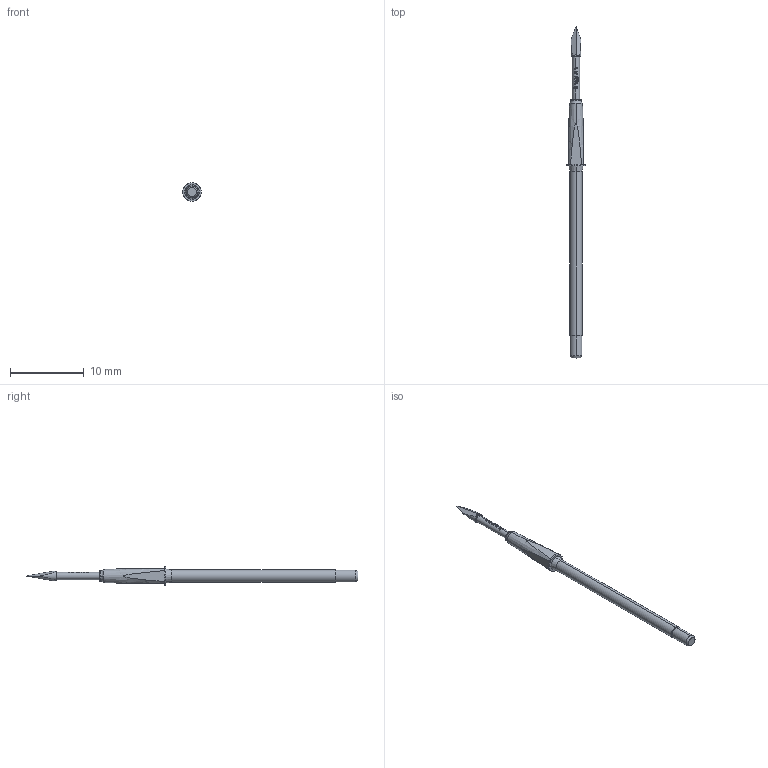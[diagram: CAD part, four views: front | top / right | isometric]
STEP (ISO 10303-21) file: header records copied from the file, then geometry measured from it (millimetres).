
FILE_DESCRIPTION (( 'STEP AP203' ), '1' );
FILE_NAME ('INGUN_GKS-112_291_130_A_xx10_MDL.STEP', '2022-01-21T09:06:11', ( 'ochi' ), ( '' ), 'SwSTEP 2.0', 'SolidWorks 2018', '' );
FILE_SCHEMA (( 'CONFIG_CONTROL_DESIGN' ));
Length unit declared in the file: millimetre
Products named in the file (1): INGUN_GKS-112_291_130_A_xx10_MDL
Bounding box: 2.5 x 45.1 x 2.5 mm (x, y, z)
Volume: 92 mm3; surface area: 229.2 mm2
Topology: 1 solids, 1 shells, 110 faces, 291 edges, 187 vertices
Faces by surface type: bspline 51, plane 27, cylinder 20, torus 6, cone 6
Entity records: 4610 total; most frequent: CARTESIAN_POINT 2356, ORIENTED_EDGE 582, EDGE_CURVE 291, DIRECTION 241, B_SPLINE_CURVE_WITH_KNOTS 210, VERTEX_POINT 187, EDGE_LOOP 114, FACE_OUTER_BOUND 110
